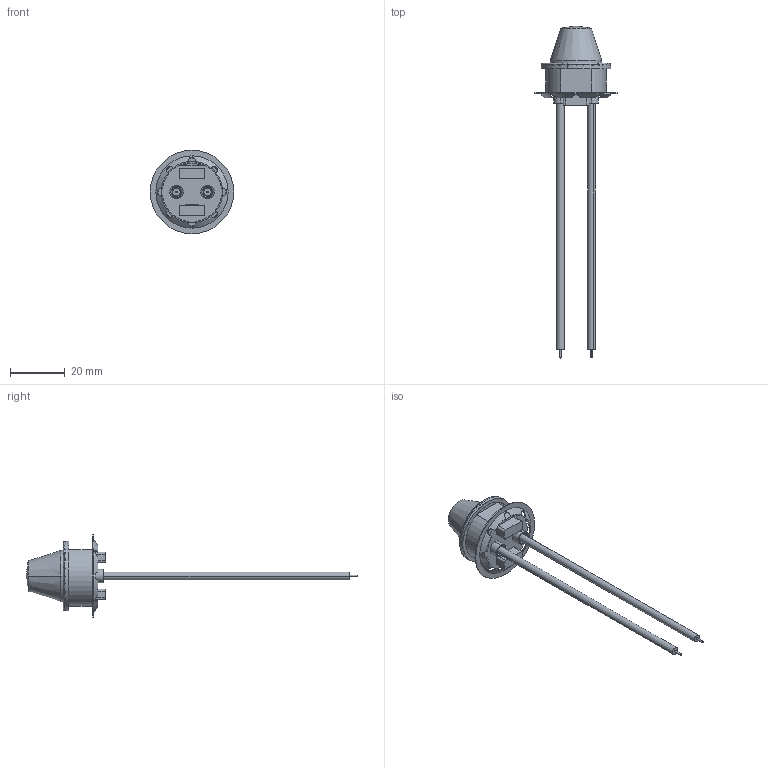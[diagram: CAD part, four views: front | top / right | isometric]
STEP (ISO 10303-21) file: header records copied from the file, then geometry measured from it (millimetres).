
FILE_DESCRIPTION (( 'STEP AP214' ), '1' );
FILE_NAME ('2620T_2622T_Series.STEP', '2019-05-14T23:39:08', ( 'user' ), ( 'Microsoft' ), 'SwSTEP 2.0', 'SolidWorks 2018', '' );
FILE_SCHEMA (( 'AUTOMOTIVE_DESIGN' ));
Length unit declared in the file: inch
Products named in the file (6): 2620T_2622T_Series; MB1234S-B10069_Crimped; D33244-XX-A6903; E35061-A-C11866; _22 AWG PVC Straight Wire_WP23927BK_04"; SN2089-A5601
Assembly tree (6 placements, depth 2):
  2620T_2622T_Series
    _22 AWG PVC Straight Wire_WP23927BK_04"  x2
    E35061-A-C11866
    D33244-XX-A6903
    MB1234S-B10069_Crimped
    SN2089-A5601
Bounding box: 30.48 x 121.39 x 30.48 mm (x, y, z)
Volume: 3895.1 mm3; surface area: 8662.9 mm2
Topology: 6 solids, 6 shells, 361 faces, 931 edges, 597 vertices
Faces by surface type: plane 238, cylinder 77, cone 38, torus 8
Entity records: 11466 total; most frequent: CARTESIAN_POINT 2806, ORIENTED_EDGE 1818, DIRECTION 1644, EDGE_CURVE 909, AXIS2_PLACEMENT_3D 597, VERTEX_POINT 585, VECTOR 450, LINE 450
